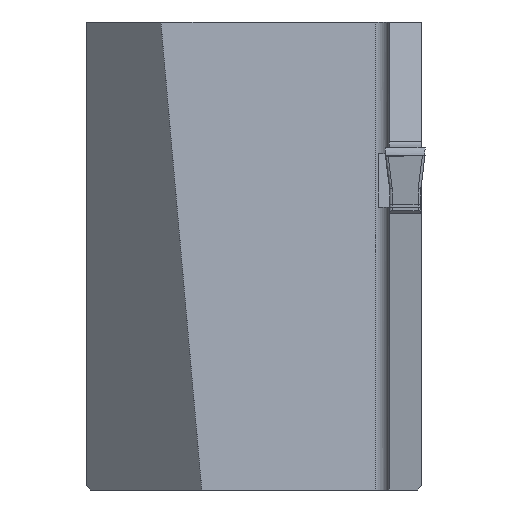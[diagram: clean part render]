
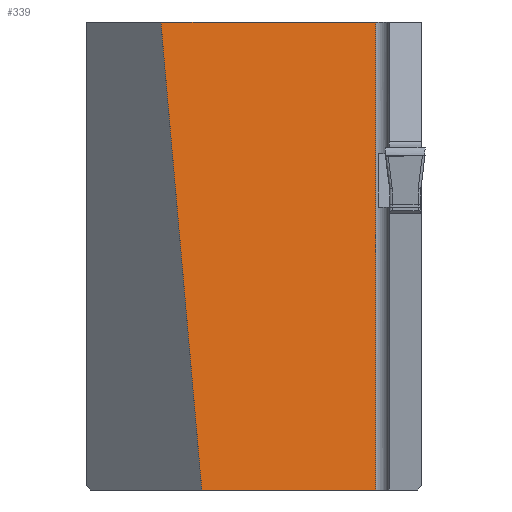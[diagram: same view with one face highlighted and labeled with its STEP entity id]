
A CAD part, left-side view. The second image highlights one B-rep face of the part: STEP entity #339.
In plain terms, the highlighted planar face has unit normal (-0.996, 0, 0.087).
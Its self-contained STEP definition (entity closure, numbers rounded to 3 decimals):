
#339=ADVANCED_FACE('',(#455),#405,.T.);
#405=PLANE('',#1457);
#455=FACE_OUTER_BOUND('',#521,.T.);
#521=EDGE_LOOP('',(#618,#619,#620,#621));
#618=ORIENTED_EDGE('',*,*,#1042,.F.);
#619=ORIENTED_EDGE('',*,*,#1051,.T.);
#620=ORIENTED_EDGE('',*,*,#1052,.T.);
#621=ORIENTED_EDGE('',*,*,#1053,.T.);
#936=VERTEX_POINT('',#1922);
#937=VERTEX_POINT('',#1924);
#944=VERTEX_POINT('',#1943);
#945=VERTEX_POINT('',#1945);
#1042=EDGE_CURVE('',#936,#937,#1206,.T.);
#1051=EDGE_CURVE('',#936,#944,#1214,.T.);
#1052=EDGE_CURVE('',#944,#945,#1215,.T.);
#1053=EDGE_CURVE('',#945,#937,#1216,.T.);
#1206=LINE('',#1923,#1338);
#1214=LINE('',#1942,#1346);
#1215=LINE('',#1944,#1347);
#1216=LINE('',#1946,#1348);
#1338=VECTOR('',#1579,1.);
#1346=VECTOR('',#1595,1.);
#1347=VECTOR('',#1596,1.);
#1348=VECTOR('',#1597,1.);
#1457=AXIS2_PLACEMENT_3D('',#1947,#1598,#1599);
#1579=DIRECTION('',(0.,-1.,0.));
#1595=DIRECTION('',(-0.087,-0.087,-0.992));
#1596=DIRECTION('',(0.,-1.,0.));
#1597=DIRECTION('',(0.087,0.,0.996));
#1598=DIRECTION('',(-0.996,0.,0.087));
#1599=DIRECTION('',(0.087,0.,0.996));
#1922=CARTESIAN_POINT('',(22.762,-5.538,10.));
#1923=CARTESIAN_POINT('',(22.762,2.36,10.));
#1924=CARTESIAN_POINT('',(22.762,-21.6,10.));
#1942=CARTESIAN_POINT('',(19.7,-8.6,-25.));
#1943=CARTESIAN_POINT('',(19.7,-8.6,-25.));
#1944=CARTESIAN_POINT('',(19.7,2.36,-25.));
#1945=CARTESIAN_POINT('',(19.7,-21.6,-25.));
#1946=CARTESIAN_POINT('',(22.762,-21.6,10.));
#1947=CARTESIAN_POINT('',(22.762,2.36,10.));
